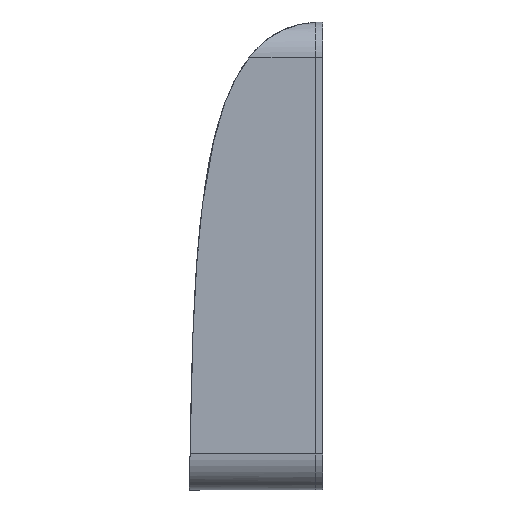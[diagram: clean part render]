
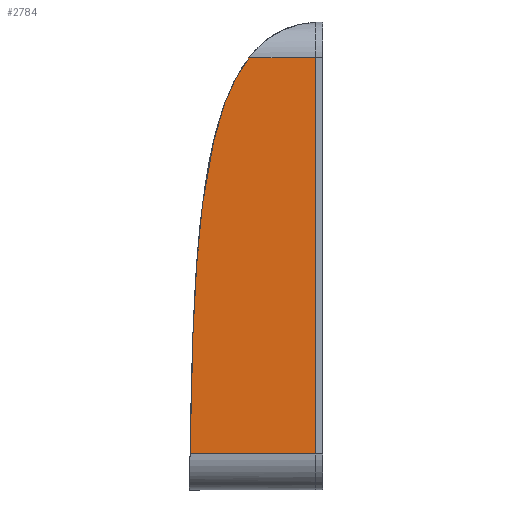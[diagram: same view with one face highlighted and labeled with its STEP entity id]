
A CAD part, left-side view. The second image highlights one B-rep face of the part: STEP entity #2784.
In plain terms, the highlighted planar face has unit normal (-1, 0, 0).
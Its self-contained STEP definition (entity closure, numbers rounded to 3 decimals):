
#13=(
BOUNDED_CURVE()
B_SPLINE_CURVE(5,(#5202,#5203,#5204,#5205,#5206,#5207,#5208,#5209,#5210),
 .UNSPECIFIED.,.F.,.F.)
B_SPLINE_CURVE_WITH_KNOTS((6,1,1,1,6),(-0.792,-0.6,-0.4,-0.2,
-0.074),.UNSPECIFIED.)
CURVE()
GEOMETRIC_REPRESENTATION_ITEM()
RATIONAL_B_SPLINE_CURVE((1.,1.,1.,1.,1.,1.,1.,1.,1.))
REPRESENTATION_ITEM('')
);
#200=PLANE('',#3045);
#355=FACE_OUTER_BOUND('',#558,.T.);
#558=EDGE_LOOP('',(#2566,#2567,#2568,#2569));
#815=LINE('',#5170,#1073);
#818=LINE('',#5213,#1076);
#819=LINE('',#5215,#1077);
#1073=VECTOR('',#3781,10.);
#1076=VECTOR('',#3790,10.);
#1077=VECTOR('',#3793,10.);
#1419=VERTEX_POINT('',#5131);
#1424=VERTEX_POINT('',#5167);
#1425=VERTEX_POINT('',#5169);
#1427=VERTEX_POINT('',#5201);
#1802=EDGE_CURVE('',#1424,#1425,#815,.T.);
#1806=EDGE_CURVE('',#1427,#1419,#13,.T.);
#1808=EDGE_CURVE('',#1425,#1419,#818,.T.);
#1809=EDGE_CURVE('',#1424,#1427,#819,.T.);
#2566=ORIENTED_EDGE('',*,*,#1802,.F.);
#2567=ORIENTED_EDGE('',*,*,#1809,.T.);
#2568=ORIENTED_EDGE('',*,*,#1806,.T.);
#2569=ORIENTED_EDGE('',*,*,#1808,.F.);
#2784=ADVANCED_FACE('',(#355),#200,.T.);
#3045=AXIS2_PLACEMENT_3D('',#5214,#3791,#3792);
#3781=DIRECTION('',(0.,0.,-1.));
#3790=DIRECTION('',(0.,1.,0.));
#3791=DIRECTION('center_axis',(-1.,0.,0.));
#3792=DIRECTION('ref_axis',(0.,0.,
1.));
#3793=DIRECTION('',(0.,1.,0.));
#5131=CARTESIAN_POINT('',(-53.43,157.864,-48.086));
#5167=CARTESIAN_POINT('',(-53.43,123.042,61.914));
#5169=CARTESIAN_POINT('',(-53.43,123.042,-48.086));
#5170=CARTESIAN_POINT('',(-53.43,123.042,-20.583));
#5201=CARTESIAN_POINT('',(-53.43,141.542,61.914));
#5202=CARTESIAN_POINT('Ctrl Pts',(-53.43,141.542,61.914));
#5203=CARTESIAN_POINT('Ctrl Pts',(-53.43,144.296,58.351));
#5204=CARTESIAN_POINT('Ctrl Pts',(-53.43,149.041,49.634));
#5205=CARTESIAN_POINT('Ctrl Pts',(-53.43,153.79,32.616));
#5206=CARTESIAN_POINT('Ctrl Pts',(-53.43,156.416,7.611));
#5207=CARTESIAN_POINT('Ctrl Pts',(-53.43,157.287,-17.823));
#5208=CARTESIAN_POINT('Ctrl Pts',(-53.43,157.628,-34.833));
#5209=CARTESIAN_POINT('Ctrl Pts',(-53.43,157.8,-44.49));
#5210=CARTESIAN_POINT('Ctrl Pts',(-53.43,157.864,-48.086));
#5213=CARTESIAN_POINT('',(-53.43,121.042,-48.086));
#5214=CARTESIAN_POINT('Origin',(-53.43,121.042,-48.086));
#5215=CARTESIAN_POINT('',(-53.43,121.042,61.914));
